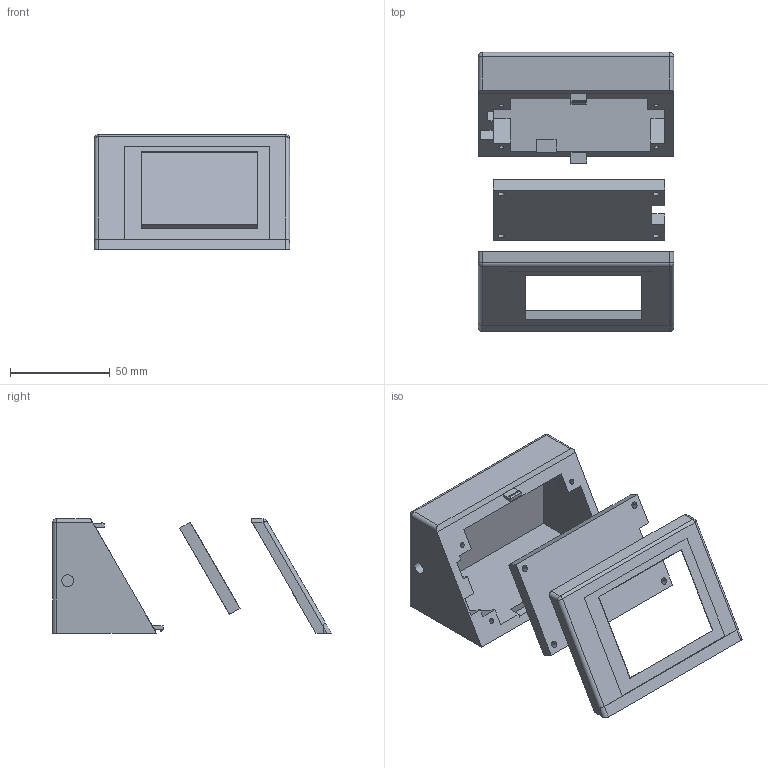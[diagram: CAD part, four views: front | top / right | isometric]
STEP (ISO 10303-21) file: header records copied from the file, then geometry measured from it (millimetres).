
FILE_DESCRIPTION(/* description */ (''),/* implementation_level */ '2;1');
FILE_NAME(/* name */ 'Scoreboard.step',/* time_stamp */ '2025-08-13T17:08:56-07:00',/* author */ (''),/* organization */ (''),/* preprocessor_version */ 'ST-DEVELOPER v20.1',/* originating_system */ 'Autodesk Translation Framework v14.10.0.0',/* authorisation */ '');
FILE_SCHEMA (('AUTOMOTIVE_DESIGN { 1 0 10303 214 3 1 1 }'));
Length unit declared in the file: millimetre
Products named in the file (3): 2025-07-22-12-39-47-819; 2025-07-22-13-17-14-802; 2025-07-22-12-40-42-901
Assembly tree (2 placements, depth 2):
  2025-07-22-12-39-47-819
    2025-07-22-13-17-14-802
    2025-07-22-12-40-42-901
Bounding box: 98.01 x 139.89 x 57.35 mm (x, y, z)
Volume: 107698.6 mm3; surface area: 55873.7 mm2
Topology: 4 solids, 4 shells, 146 faces, 375 edges, 243 vertices
Faces by surface type: plane 113, cylinder 27, sphere 4, cone 2
Full cylindrical faces by diameter (mm): 2.5 x4, 3.25 x4, 6 x1
Entity records: 4485 total; most frequent: CARTESIAN_POINT 767, ORIENTED_EDGE 746, DIRECTION 735, EDGE_CURVE 373, LINE 313, VECTOR 313, VERTEX_POINT 243, AXIS2_PLACEMENT_3D 211
